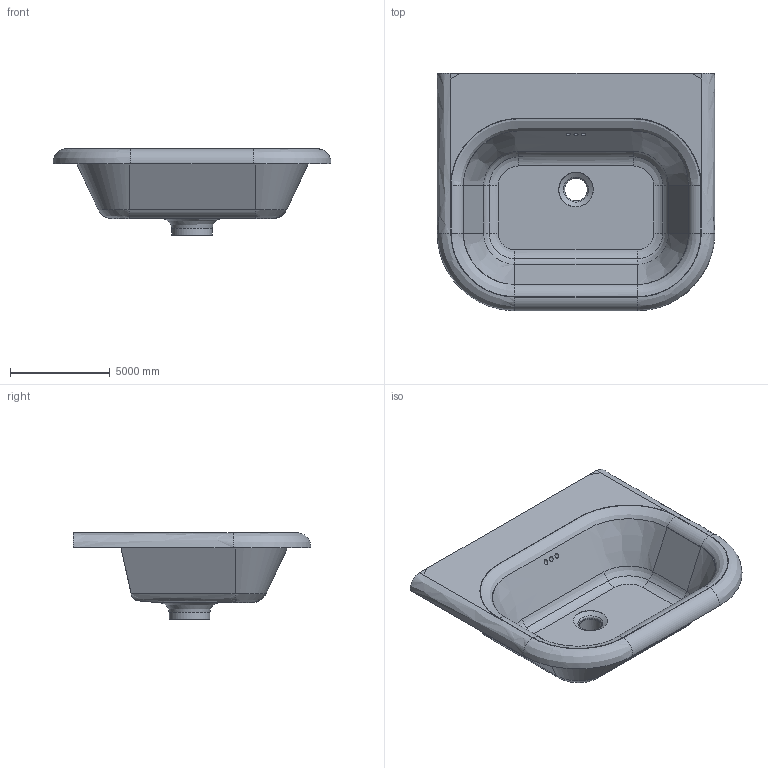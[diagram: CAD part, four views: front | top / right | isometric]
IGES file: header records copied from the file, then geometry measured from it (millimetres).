
Global section: file name: AJF-BST550470-B; native system: AutoCAD 2016 - English; preprocessor: Autodesk Translation Framework DWG producer (atf_dwg_producer); organization: unknown; date: 20170221.153758; units: inch
Bounding box: 13958.81 x 11932.41 x 4343.4 mm (x, y, z)
Volume: 94823892944.8 mm3; surface area: 498377792.1 mm2
Topology: 2 solids, 2 shells, 105 faces, 274 edges, 177 vertices
Faces by surface type: bspline 105
